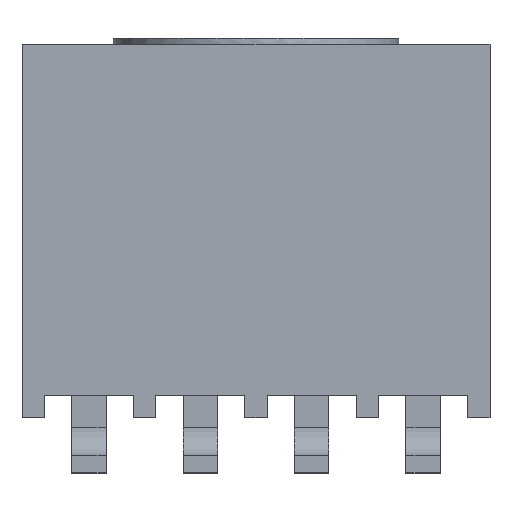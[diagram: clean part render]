
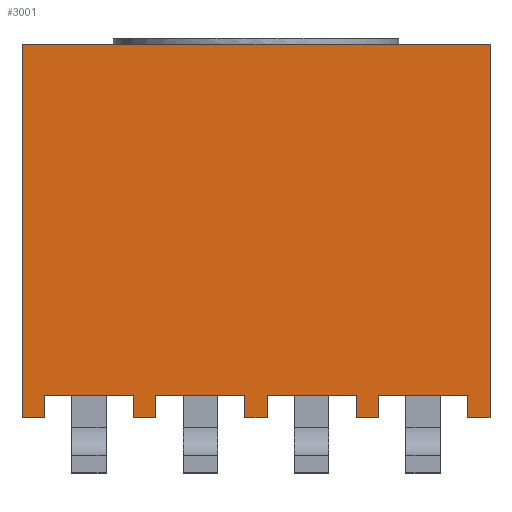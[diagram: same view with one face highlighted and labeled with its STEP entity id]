
A CAD part, top view. The second image highlights one B-rep face of the part: STEP entity #3001.
In plain terms, the highlighted planar face has unit normal (0, 0, 1).
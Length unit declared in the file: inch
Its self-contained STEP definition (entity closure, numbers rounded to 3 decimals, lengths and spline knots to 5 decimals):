
#119=ORIENTED_EDGE('',*,*,#856,.F.);
#120=ORIENTED_EDGE('',*,*,#857,.T.);
#121=ORIENTED_EDGE('',*,*,#858,.F.);
#122=ORIENTED_EDGE('',*,*,#859,.F.);
#123=ORIENTED_EDGE('',*,*,#860,.F.);
#124=ORIENTED_EDGE('',*,*,#831,.F.);
#125=ORIENTED_EDGE('',*,*,#861,.T.);
#126=ORIENTED_EDGE('',*,*,#862,.T.);
#127=ORIENTED_EDGE('',*,*,#863,.F.);
#128=ORIENTED_EDGE('',*,*,#864,.F.);
#129=ORIENTED_EDGE('',*,*,#865,.F.);
#130=ORIENTED_EDGE('',*,*,#866,.T.);
#131=ORIENTED_EDGE('',*,*,#867,.F.);
#132=ORIENTED_EDGE('',*,*,#868,.F.);
#133=ORIENTED_EDGE('',*,*,#869,.F.);
#134=ORIENTED_EDGE('',*,*,#870,.T.);
#135=ORIENTED_EDGE('',*,*,#871,.F.);
#136=ORIENTED_EDGE('',*,*,#872,.F.);
#137=ORIENTED_EDGE('',*,*,#873,.F.);
#138=ORIENTED_EDGE('',*,*,#874,.T.);
#139=ORIENTED_EDGE('',*,*,#875,.F.);
#140=ORIENTED_EDGE('',*,*,#876,.F.);
#831=EDGE_CURVE('',#1200,#1201,#1445,.T.);
#856=EDGE_CURVE('',#1224,#1225,#1469,.T.);
#857=EDGE_CURVE('',#1224,#1226,#1470,.T.);
#858=EDGE_CURVE('',#1227,#1226,#1471,.T.);
#859=EDGE_CURVE('',#1228,#1227,#1472,.T.);
#860=EDGE_CURVE('',#1201,#1228,#1473,.T.);
#861=EDGE_CURVE('',#1200,#1229,#1474,.T.);
#862=EDGE_CURVE('',#1229,#1230,#1475,.T.);
#863=EDGE_CURVE('',#1231,#1230,#1476,.T.);
#864=EDGE_CURVE('',#1232,#1231,#1477,.T.);
#865=EDGE_CURVE('',#1233,#1232,#1478,.T.);
#866=EDGE_CURVE('',#1233,#1234,#1479,.T.);
#867=EDGE_CURVE('',#1235,#1234,#1480,.T.);
#868=EDGE_CURVE('',#1236,#1235,#1481,.T.);
#869=EDGE_CURVE('',#1237,#1236,#1482,.T.);
#870=EDGE_CURVE('',#1237,#1238,#1483,.T.);
#871=EDGE_CURVE('',#1239,#1238,#1484,.T.);
#872=EDGE_CURVE('',#1240,#1239,#1485,.T.);
#873=EDGE_CURVE('',#1241,#1240,#1486,.T.);
#874=EDGE_CURVE('',#1241,#1242,#1487,.T.);
#875=EDGE_CURVE('',#1243,#1242,#1488,.T.);
#876=EDGE_CURVE('',#1225,#1243,#1489,.T.);
#1200=VERTEX_POINT('',#4044);
#1201=VERTEX_POINT('',#4045);
#1224=VERTEX_POINT('',#4095);
#1225=VERTEX_POINT('',#4096);
#1226=VERTEX_POINT('',#4098);
#1227=VERTEX_POINT('',#4100);
#1228=VERTEX_POINT('',#4102);
#1229=VERTEX_POINT('',#4105);
#1230=VERTEX_POINT('',#4107);
#1231=VERTEX_POINT('',#4109);
#1232=VERTEX_POINT('',#4111);
#1233=VERTEX_POINT('',#4113);
#1234=VERTEX_POINT('',#4115);
#1235=VERTEX_POINT('',#4117);
#1236=VERTEX_POINT('',#4119);
#1237=VERTEX_POINT('',#4121);
#1238=VERTEX_POINT('',#4123);
#1239=VERTEX_POINT('',#4125);
#1240=VERTEX_POINT('',#4127);
#1241=VERTEX_POINT('',#4129);
#1242=VERTEX_POINT('',#4131);
#1243=VERTEX_POINT('',#4133);
#1445=LINE('',#4043,#1777);
#1469=LINE('',#4094,#1801);
#1470=LINE('',#4097,#1802);
#1471=LINE('',#4099,#1803);
#1472=LINE('',#4101,#1804);
#1473=LINE('',#4103,#1805);
#1474=LINE('',#4104,#1806);
#1475=LINE('',#4106,#1807);
#1476=LINE('',#4108,#1808);
#1477=LINE('',#4110,#1809);
#1478=LINE('',#4112,#1810);
#1479=LINE('',#4114,#1811);
#1480=LINE('',#4116,#1812);
#1481=LINE('',#4118,#1813);
#1482=LINE('',#4120,#1814);
#1483=LINE('',#4122,#1815);
#1484=LINE('',#4124,#1816);
#1485=LINE('',#4126,#1817);
#1486=LINE('',#4128,#1818);
#1487=LINE('',#4130,#1819);
#1488=LINE('',#4132,#1820);
#1489=LINE('',#4134,#1821);
#1777=VECTOR('',#3343,39.37008);
#1801=VECTOR('',#3373,39.37008);
#1802=VECTOR('',#3374,39.37008);
#1803=VECTOR('',#3375,39.37008);
#1804=VECTOR('',#3376,39.37008);
#1805=VECTOR('',#3377,39.37008);
#1806=VECTOR('',#3378,39.37008);
#1807=VECTOR('',#3379,39.37008);
#1808=VECTOR('',#3380,39.37008);
#1809=VECTOR('',#3381,39.37008);
#1810=VECTOR('',#3382,39.37008);
#1811=VECTOR('',#3383,39.37008);
#1812=VECTOR('',#3384,39.37008);
#1813=VECTOR('',#3385,39.37008);
#1814=VECTOR('',#3386,39.37008);
#1815=VECTOR('',#3387,39.37008);
#1816=VECTOR('',#3388,39.37008);
#1817=VECTOR('',#3389,39.37008);
#1818=VECTOR('',#3390,39.37008);
#1819=VECTOR('',#3391,39.37008);
#1820=VECTOR('',#3392,39.37008);
#1821=VECTOR('',#3393,39.37008);
#2105=EDGE_LOOP('',(#119,#120,#121,#122,#123,#124,#125,#126,#127,#128,#129,
#130,#131,#132,#133,#134,#135,#136,#137,#138,#139,#140));
#2267=FACE_BOUND('',#2105,.T.);
#2427=PLANE('',#3154);
#3001=ADVANCED_FACE('',(#2267),#2427,.F.);
#3154=AXIS2_PLACEMENT_3D('',#4093,#3371,#3372);
#3343=DIRECTION('',(1.,0.,0.));
#3371=DIRECTION('',(0.,0.,-1.));
#3372=DIRECTION('',(-1.,0.,0.));
#3373=DIRECTION('',(0.,1.,0.));
#3374=DIRECTION('',(1.,0.,0.));
#3375=DIRECTION('',(0.,-1.,0.));
#3376=DIRECTION('',(1.,0.,0.));
#3377=DIRECTION('',(1.,0.,0.));
#3378=DIRECTION('',(0.,-1.,0.));
#3379=DIRECTION('',(1.,0.,0.));
#3380=DIRECTION('',(0.,-1.,0.));
#3381=DIRECTION('',(-1.,0.,0.));
#3382=DIRECTION('',(0.,1.,0.));
#3383=DIRECTION('',(1.,0.,0.));
#3384=DIRECTION('',(0.,-1.,0.));
#3385=DIRECTION('',(-1.,0.,0.));
#3386=DIRECTION('',(0.,1.,0.));
#3387=DIRECTION('',(1.,0.,0.));
#3388=DIRECTION('',(0.,-1.,0.));
#3389=DIRECTION('',(-1.,0.,0.));
#3390=DIRECTION('',(0.,1.,0.));
#3391=DIRECTION('',(1.,0.,0.));
#3392=DIRECTION('',(0.,-1.,0.));
#3393=DIRECTION('',(-1.,0.,0.));
#4043=CARTESIAN_POINT('',(-0.21,0.335,0.0975));
#4044=CARTESIAN_POINT('',(-0.21,0.335,0.0975));
#4045=CARTESIAN_POINT('',(-0.08293,0.335,0.0975));
#4093=CARTESIAN_POINT('',(-0.21,0.335,0.0975));
#4094=CARTESIAN_POINT('',(0.19,0.335,0.0975));
#4095=CARTESIAN_POINT('',(0.19,0.,0.0975));
#4096=CARTESIAN_POINT('',(0.19,0.02,0.0975));
#4097=CARTESIAN_POINT('',(-0.21,0.,0.0975));
#4098=CARTESIAN_POINT('',(0.21,0.,0.0975));
#4099=CARTESIAN_POINT('',(0.21,0.335,0.0975));
#4100=CARTESIAN_POINT('',(0.21,0.335,0.0975));
#4101=CARTESIAN_POINT('',(-0.21,0.335,0.0975));
#4102=CARTESIAN_POINT('',(0.08293,0.335,0.0975));
#4103=CARTESIAN_POINT('',(-0.21,0.335,0.0975));
#4104=CARTESIAN_POINT('',(-0.21,0.335,0.0975));
#4105=CARTESIAN_POINT('',(-0.21,0.,0.0975));
#4106=CARTESIAN_POINT('',(-0.21,0.,0.0975));
#4107=CARTESIAN_POINT('',(-0.19,0.,0.0975));
#4108=CARTESIAN_POINT('',(-0.19,0.335,0.0975));
#4109=CARTESIAN_POINT('',(-0.19,0.02,0.0975));
#4110=CARTESIAN_POINT('',(-0.21,0.02,0.0975));
#4111=CARTESIAN_POINT('',(-0.11,0.02,0.0975));
#4112=CARTESIAN_POINT('',(-0.11,0.335,0.0975));
#4113=CARTESIAN_POINT('',(-0.11,0.,0.0975));
#4114=CARTESIAN_POINT('',(-0.21,0.,0.0975));
#4115=CARTESIAN_POINT('',(-0.09,0.,0.0975));
#4116=CARTESIAN_POINT('',(-0.09,0.335,0.0975));
#4117=CARTESIAN_POINT('',(-0.09,0.02,0.0975));
#4118=CARTESIAN_POINT('',(-0.21,0.02,0.0975));
#4119=CARTESIAN_POINT('',(-0.01,0.02,0.0975));
#4120=CARTESIAN_POINT('',(-0.01,0.335,0.0975));
#4121=CARTESIAN_POINT('',(-0.01,0.,0.0975));
#4122=CARTESIAN_POINT('',(-0.21,0.,0.0975));
#4123=CARTESIAN_POINT('',(0.01,0.,0.0975));
#4124=CARTESIAN_POINT('',(0.01,0.335,0.0975));
#4125=CARTESIAN_POINT('',(0.01,0.02,0.0975));
#4126=CARTESIAN_POINT('',(-0.21,0.02,0.0975));
#4127=CARTESIAN_POINT('',(0.09,0.02,0.0975));
#4128=CARTESIAN_POINT('',(0.09,0.335,0.0975));
#4129=CARTESIAN_POINT('',(0.09,0.,0.0975));
#4130=CARTESIAN_POINT('',(-0.21,0.,0.0975));
#4131=CARTESIAN_POINT('',(0.11,0.,0.0975));
#4132=CARTESIAN_POINT('',(0.11,0.335,0.0975));
#4133=CARTESIAN_POINT('',(0.11,0.02,0.0975));
#4134=CARTESIAN_POINT('',(-0.21,0.02,0.0975));
